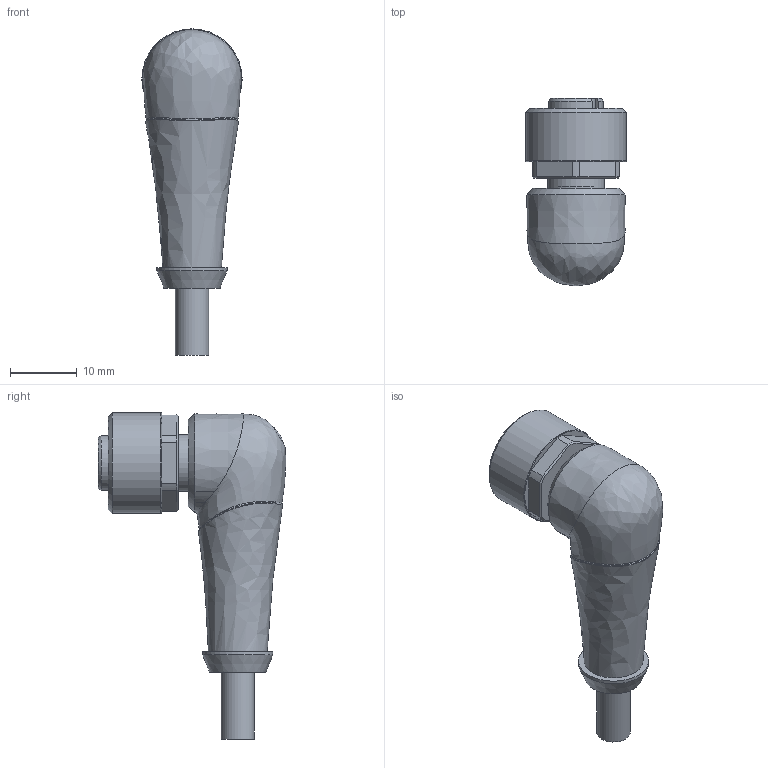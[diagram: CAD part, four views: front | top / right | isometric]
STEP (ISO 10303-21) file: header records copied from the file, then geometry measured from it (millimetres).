
FILE_DESCRIPTION(/* description */ (''),/* implementation_level */ '2;1');
FILE_NAME(/* name */ 'M12_FuA_gew.stp',/* time_stamp */ '2019-03-14T14:20:08+01:00',/* author */ ('herrmann'),/* organization */ (''),/* preprocessor_version */ 'ST-DEVELOPER v17',/* originating_system */ 'Autodesk Inventor 2018',/* authorisation */ '');
FILE_SCHEMA (('AUTOMOTIVE_DESIGN { 1 0 10303 214 3 1 1 }'));
Length unit declared in the file: millimetre
Products named in the file (1): Bauteil10
Bounding box: 15 x 28.11 x 48.8 mm (x, y, z)
Volume: 6327.7 mm3; surface area: 3375.7 mm2
Topology: 2 solids, 2 shells, 77 faces, 184 edges, 123 vertices
Faces by surface type: plane 31, cylinder 19, bspline 15, cone 11, torus 1
Full cylindrical faces by diameter (mm): 1.2 x5, 5 x1, 8.2 x2, 8.5 x1, 10.5 x1, 11 x1, 15 x1
Entity records: 5175 total; most frequent: CARTESIAN_POINT 3307, ORIENTED_EDGE 368, DIRECTION 350, EDGE_CURVE 184, AXIS2_PLACEMENT_3D 146, VERTEX_POINT 123, EDGE_LOOP 89, CIRCLE 81
